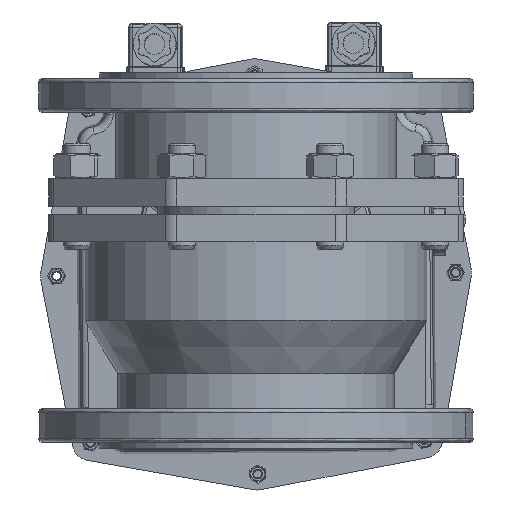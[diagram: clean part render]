
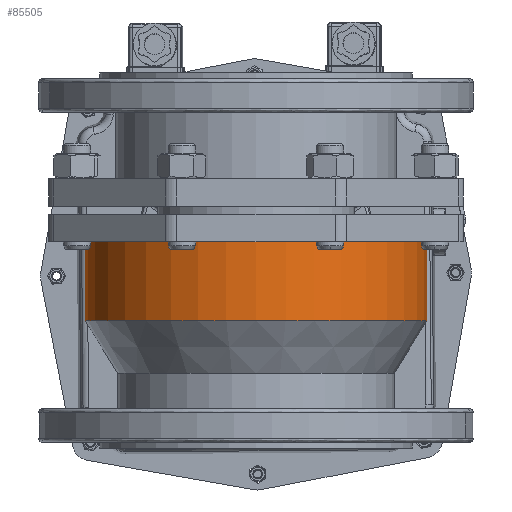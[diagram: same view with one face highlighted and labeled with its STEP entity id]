
A CAD part, front view. The second image highlights one B-rep face of the part: STEP entity #85505.
In plain terms, the highlighted cylindrical face has radius 86.5 mm (diameter 173 mm), a partial arc.
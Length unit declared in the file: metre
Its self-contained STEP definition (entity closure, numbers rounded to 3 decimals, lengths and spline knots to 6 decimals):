
#4256 = CARTESIAN_POINT ( 'NONE',  ( -0.058311, -0.016144, 0.2645 ) ) ;
#19916 = LINE ( 'NONE', #116518, #76852 ) ;
#42916 = EDGE_CURVE ( 'NONE', #86899, #53613, #53306, .T. ) ;
#44755 = ORIENTED_EDGE ( 'NONE', *, *, #61146, .F. ) ;
#49425 = DIRECTION ( 'NONE',  ( 0., 0., -1. ) ) ;
#49456 = DIRECTION ( 'NONE',  ( -1., 0., 0. ) ) ;
#53306 = CIRCLE ( 'NONE', #123442, 0.0865 ) ;
#53613 = VERTEX_POINT ( 'NONE', #96987 ) ;
#54516 = DIRECTION ( 'NONE',  ( 0., 0., -1. ) ) ;
#58783 = ORIENTED_EDGE ( 'NONE', *, *, #114616, .T. ) ;
#61146 = EDGE_CURVE ( 'NONE', #86899, #73507, #19916, .T. ) ;
#62009 = DIRECTION ( 'NONE',  ( -1., 0., 0. ) ) ;
#63941 = LINE ( 'NONE', #100948, #84919 ) ;
#65584 = DIRECTION ( 'NONE',  ( 0., 0., -1. ) ) ;
#69650 = AXIS2_PLACEMENT_3D ( 'NONE', #107135, #97121, #49456 ) ;
#73507 = VERTEX_POINT ( 'NONE', #118161 ) ;
#73560 = EDGE_CURVE ( 'NONE', #53613, #77434, #63941, .T. ) ;
#76852 = VECTOR ( 'NONE', #49425, 1. ) ;
#77434 = VERTEX_POINT ( 'NONE', #117998 ) ;
#81971 = EDGE_LOOP ( 'NONE', ( #44755, #122826, #95794, #58783 ) ) ;
#84384 = CARTESIAN_POINT ( 'NONE',  ( -0.058311, -0.016144, 0.2645 ) ) ;
#84919 = VECTOR ( 'NONE', #54516, 1. ) ;
#85505 = ADVANCED_FACE ( 'NONE', ( #113851 ), #104423, .T. ) ;
#86899 = VERTEX_POINT ( 'NONE', #94880 ) ;
#93805 = AXIS2_PLACEMENT_3D ( 'NONE', #84384, #65584, #105664 ) ;
#94880 = CARTESIAN_POINT ( 'NONE',  ( 0.028189, -0.016144, 0.2645 ) ) ;
#95794 = ORIENTED_EDGE ( 'NONE', *, *, #73560, .T. ) ;
#96987 = CARTESIAN_POINT ( 'NONE',  ( -0.144811, -0.016144, 0.2645 ) ) ;
#97121 = DIRECTION ( 'NONE',  ( 0., 0., 1. ) ) ;
#99671 = DIRECTION ( 'NONE',  ( 0., 0., -1. ) ) ;
#100948 = CARTESIAN_POINT ( 'NONE',  ( -0.144811, -0.016144, 0.2645 ) ) ;
#104423 = CYLINDRICAL_SURFACE ( 'NONE', #93805, 0.0865 ) ;
#105664 = DIRECTION ( 'NONE',  ( -1., 0., 0. ) ) ;
#107135 = CARTESIAN_POINT ( 'NONE',  ( -0.058311, -0.016144, 0.2245 ) ) ;
#113851 = FACE_OUTER_BOUND ( 'NONE', #81971, .T. ) ;
#114616 = EDGE_CURVE ( 'NONE', #77434, #73507, #123740, .T. ) ;
#116518 = CARTESIAN_POINT ( 'NONE',  ( 0.028189, -0.016144, 0.2645 ) ) ;
#117998 = CARTESIAN_POINT ( 'NONE',  ( -0.144811, -0.016144, 0.2245 ) ) ;
#118161 = CARTESIAN_POINT ( 'NONE',  ( 0.028189, -0.016144, 0.2245 ) ) ;
#122826 = ORIENTED_EDGE ( 'NONE', *, *, #42916, .T. ) ;
#123442 = AXIS2_PLACEMENT_3D ( 'NONE', #4256, #99671, #62009 ) ;
#123740 = CIRCLE ( 'NONE', #69650, 0.0865 ) ;
